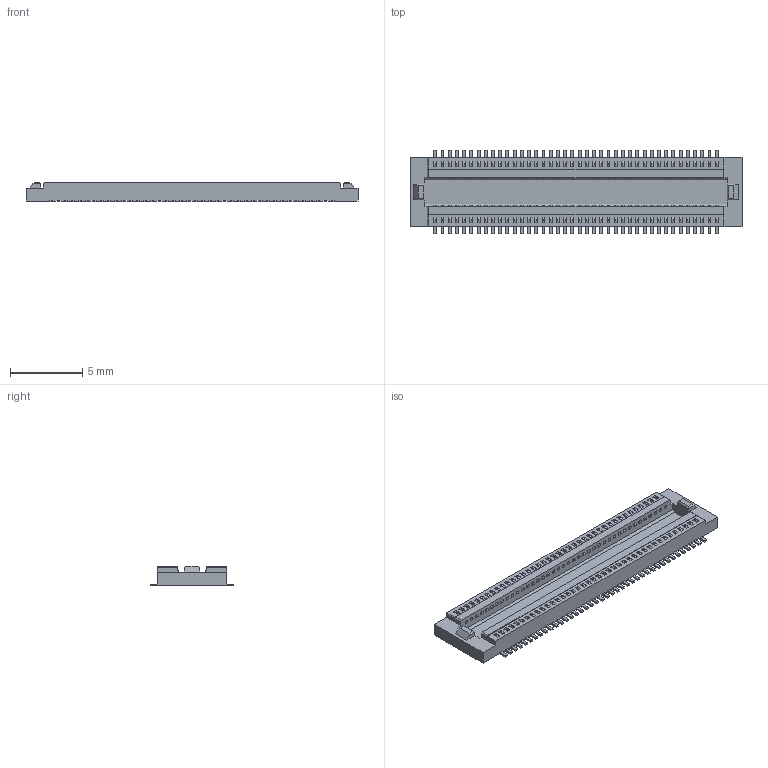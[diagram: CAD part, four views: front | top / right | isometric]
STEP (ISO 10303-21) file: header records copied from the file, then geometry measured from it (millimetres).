
FILE_DESCRIPTION (( 'STEP AP203' ), '1' );
FILE_NAME ('PANASONIC_AXK5F80347Y.STEP', '2016-09-16T21:40:27', ( '' ), ( '' ), 'SwSTEP 2.0', 'SolidWorks 2016', '' );
FILE_SCHEMA (( 'CONFIG_CONTROL_DESIGN' ));
Length unit declared in the file: millimetre
Products named in the file (1): PANASONIC_AXK5F80347Y
Bounding box: 23 x 5.8 x 1.35 mm (x, y, z)
Volume: 93.9 mm3; surface area: 368.8 mm2
Topology: 1 solids, 1 shells, 1402 faces, 3716 edges, 2476 vertices
Faces by surface type: plane 1002, cylinder 400
Entity records: 43385 total; most frequent: CARTESIAN_POINT 7595, ORIENTED_EDGE 7432, DIRECTION 7322, EDGE_CURVE 3716, LINE 2916, VECTOR 2916, VERTEX_POINT 2476, AXIS2_PLACEMENT_3D 2203
